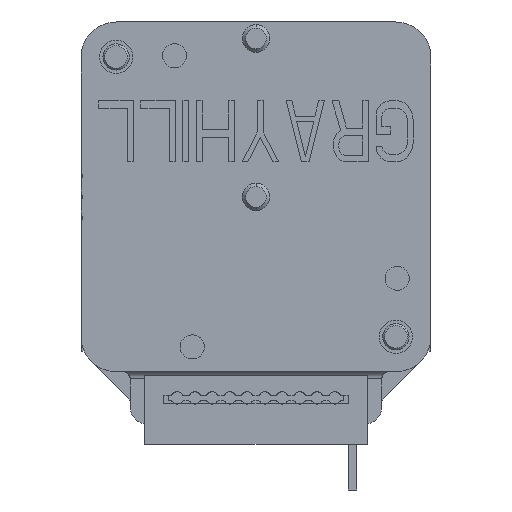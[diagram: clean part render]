
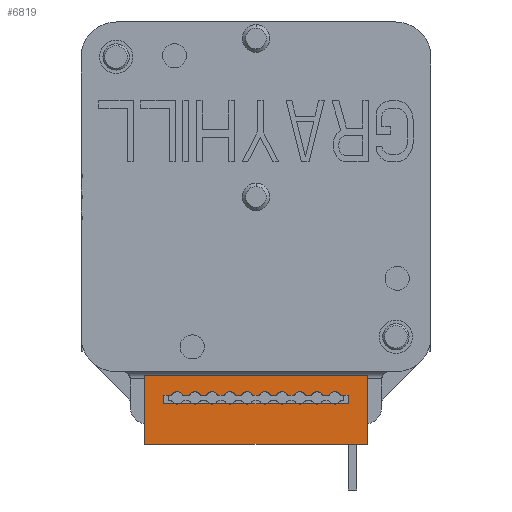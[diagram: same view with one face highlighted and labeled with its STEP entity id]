
A CAD part, front view. The second image highlights one B-rep face of the part: STEP entity #6819.
In plain terms, the highlighted planar face has unit normal (0, -1, 0).
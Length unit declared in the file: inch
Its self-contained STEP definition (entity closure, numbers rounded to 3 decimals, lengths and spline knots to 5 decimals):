
#3654=DIRECTION('',(1.,0.,0.));
#3655=VECTOR('',#3654,0.637);
#3656=CARTESIAN_POINT('',(-0.3185,-1.0842,-0.512));
#3657=LINE('',#3656,#3655);
#3658=DIRECTION('',(0.,0.,-1.));
#3659=VECTOR('',#3658,0.195);
#3660=CARTESIAN_POINT('',(0.3185,-1.0842,-0.512));
#3661=LINE('',#3660,#3659);
#3662=DIRECTION('',(0.,0.,1.));
#3663=VECTOR('',#3662,0.195);
#3664=CARTESIAN_POINT('',(-0.3185,-1.0842,-0.707));
#3665=LINE('',#3664,#3663);
#3666=CARTESIAN_POINT('',(0.225,-1.0842,-0.575));
#3667=DIRECTION('',(0.,-1.,0.));
#3668=DIRECTION('',(0.896,0.,0.444));
#3669=AXIS2_PLACEMENT_3D('',#3666,#3667,#3668);
#3671=CARTESIAN_POINT('',(0.175,-1.0842,-0.575));
#3672=DIRECTION('',(0.,-1.,0.));
#3673=DIRECTION('',(0.896,0.,0.444));
#3674=AXIS2_PLACEMENT_3D('',#3671,#3672,#3673);
#3676=CARTESIAN_POINT('',(0.125,-1.0842,-0.575));
#3677=DIRECTION('',(0.,-1.,0.));
#3678=DIRECTION('',(0.896,0.,0.444));
#3679=AXIS2_PLACEMENT_3D('',#3676,#3677,#3678);
#3681=CARTESIAN_POINT('',(0.075,-1.0842,-0.575));
#3682=DIRECTION('',(0.,-1.,0.));
#3683=DIRECTION('',(0.896,0.,0.444));
#3684=AXIS2_PLACEMENT_3D('',#3681,#3682,#3683);
#3686=CARTESIAN_POINT('',(0.025,-1.0842,-0.575));
#3687=DIRECTION('',(0.,-1.,0.));
#3688=DIRECTION('',(0.896,0.,0.444));
#3689=AXIS2_PLACEMENT_3D('',#3686,#3687,#3688);
#3691=CARTESIAN_POINT('',(-0.025,-1.0842,-0.575));
#3692=DIRECTION('',(0.,-1.,0.));
#3693=DIRECTION('',(0.896,0.,0.444));
#3694=AXIS2_PLACEMENT_3D('',#3691,#3692,#3693);
#3696=CARTESIAN_POINT('',(-0.075,-1.0842,-0.575));
#3697=DIRECTION('',(0.,-1.,0.));
#3698=DIRECTION('',(0.896,0.,0.444));
#3699=AXIS2_PLACEMENT_3D('',#3696,#3697,#3698);
#3701=CARTESIAN_POINT('',(-0.125,-1.0842,-0.575));
#3702=DIRECTION('',(0.,-1.,0.));
#3703=DIRECTION('',(0.896,0.,0.444));
#3704=AXIS2_PLACEMENT_3D('',#3701,#3702,#3703);
#3706=CARTESIAN_POINT('',(-0.175,-1.0842,-0.575));
#3707=DIRECTION('',(0.,-1.,0.));
#3708=DIRECTION('',(0.896,0.,0.444));
#3709=AXIS2_PLACEMENT_3D('',#3706,#3707,#3708);
#3711=CARTESIAN_POINT('',(-0.225,-1.0842,-0.575));
#3712=DIRECTION('',(0.,-1.,0.));
#3713=DIRECTION('',(0.896,0.,0.444));
#3714=AXIS2_PLACEMENT_3D('',#3711,#3712,#3713);
#3724=DIRECTION('',(1.,0.,0.));
#3725=VECTOR('',#3724,0.637);
#3726=CARTESIAN_POINT('',(-0.3185,-1.0842,-0.707));
#3727=LINE('',#3726,#3725);
#4568=DIRECTION('',(0.,0.,1.));
#4569=VECTOR('',#4568,0.025);
#4570=CARTESIAN_POINT('',(-0.2635,-1.0842,-0.592));
#4571=LINE('',#4570,#4569);
#4584=DIRECTION('',(1.,0.,0.));
#4585=VECTOR('',#4584,0.02238);
#4586=CARTESIAN_POINT('',(-0.2635,-1.0842,-0.567));
#4587=LINE('',#4586,#4585);
#4646=DIRECTION('',(1.,0.,0.));
#4647=VECTOR('',#4646,0.01775);
#4648=CARTESIAN_POINT('',(-0.20888,-1.0842,-0.567));
#4649=LINE('',#4648,#4647);
#4736=DIRECTION('',(1.,0.,0.));
#4737=VECTOR('',#4736,0.01775);
#4738=CARTESIAN_POINT('',(-0.15888,-1.0842,-0.567));
#4739=LINE('',#4738,#4737);
#4822=DIRECTION('',(1.,0.,0.));
#4823=VECTOR('',#4822,0.01775);
#4824=CARTESIAN_POINT('',(-0.10888,-1.0842,-0.567));
#4825=LINE('',#4824,#4823);
#4908=DIRECTION('',(1.,0.,0.));
#4909=VECTOR('',#4908,0.01775);
#4910=CARTESIAN_POINT('',(-0.05888,-1.0842,-0.567));
#4911=LINE('',#4910,#4909);
#5010=DIRECTION('',(1.,0.,0.));
#5011=VECTOR('',#5010,0.01775);
#5012=CARTESIAN_POINT('',(-0.00888,-1.0842,-0.567));
#5013=LINE('',#5012,#5011);
#5072=DIRECTION('',(1.,0.,0.));
#5073=VECTOR('',#5072,0.01775);
#5074=CARTESIAN_POINT('',(0.04112,-1.0842,-0.567));
#5075=LINE('',#5074,#5073);
#5162=DIRECTION('',(1.,0.,0.));
#5163=VECTOR('',#5162,0.01775);
#5164=CARTESIAN_POINT('',(0.09112,-1.0842,-0.567));
#5165=LINE('',#5164,#5163);
#5248=DIRECTION('',(1.,0.,0.));
#5249=VECTOR('',#5248,0.01775);
#5250=CARTESIAN_POINT('',(0.14112,-1.0842,-0.567));
#5251=LINE('',#5250,#5249);
#5334=DIRECTION('',(1.,0.,0.));
#5335=VECTOR('',#5334,0.01775);
#5336=CARTESIAN_POINT('',(0.19112,-1.0842,-0.567));
#5337=LINE('',#5336,#5335);
#5420=DIRECTION('',(1.,0.,0.));
#5421=VECTOR('',#5420,0.02238);
#5422=CARTESIAN_POINT('',(0.24112,-1.0842,-0.567));
#5423=LINE('',#5422,#5421);
#5440=DIRECTION('',(0.,0.,-1.));
#5441=VECTOR('',#5440,0.025);
#5442=CARTESIAN_POINT('',(0.2635,-1.0842,-0.567));
#5443=LINE('',#5442,#5441);
#5452=DIRECTION('',(-1.,0.,0.));
#5453=VECTOR('',#5452,0.527);
#5454=CARTESIAN_POINT('',(0.2635,-1.0842,-0.592));
#5455=LINE('',#5454,#5453);
#5526=CARTESIAN_POINT('',(0.3185,-1.0842,-0.512));
#5527=VERTEX_POINT('',#5526);
#5528=CARTESIAN_POINT('',(-0.3185,-1.0842,-0.512));
#5529=VERTEX_POINT('',#5528);
#5678=CARTESIAN_POINT('',(-0.3185,-1.0842,-0.707));
#5679=VERTEX_POINT('',#5678);
#5680=CARTESIAN_POINT('',(0.3185,-1.0842,-0.707));
#5681=VERTEX_POINT('',#5680);
#5682=CARTESIAN_POINT('',(-0.2635,-1.0842,-0.592));
#5683=CARTESIAN_POINT('',(-0.2635,-1.0842,-0.567));
#5684=VERTEX_POINT('',#5682);
#5685=VERTEX_POINT('',#5683);
#5686=CARTESIAN_POINT('',(0.2635,-1.0842,-0.592));
#5687=VERTEX_POINT('',#5686);
#5688=CARTESIAN_POINT('',(0.2635,-1.0842,-0.567));
#5689=VERTEX_POINT('',#5688);
#5690=CARTESIAN_POINT('',(0.24112,-1.0842,-0.567));
#5691=VERTEX_POINT('',#5690);
#5692=CARTESIAN_POINT('',(0.20888,-1.0842,-0.567));
#5693=VERTEX_POINT('',#5692);
#5694=CARTESIAN_POINT('',(0.19112,-1.0842,-0.567));
#5695=VERTEX_POINT('',#5694);
#5696=CARTESIAN_POINT('',(0.15888,-1.0842,-0.567));
#5697=VERTEX_POINT('',#5696);
#5698=CARTESIAN_POINT('',(0.14112,-1.0842,-0.567));
#5699=VERTEX_POINT('',#5698);
#5700=CARTESIAN_POINT('',(0.10888,-1.0842,-0.567));
#5701=VERTEX_POINT('',#5700);
#5702=CARTESIAN_POINT('',(0.09112,-1.0842,-0.567));
#5703=VERTEX_POINT('',#5702);
#5704=CARTESIAN_POINT('',(0.05888,-1.0842,-0.567));
#5705=VERTEX_POINT('',#5704);
#5706=CARTESIAN_POINT('',(0.04112,-1.0842,-0.567));
#5707=VERTEX_POINT('',#5706);
#5708=CARTESIAN_POINT('',(0.00888,-1.0842,-0.567));
#5709=VERTEX_POINT('',#5708);
#5710=CARTESIAN_POINT('',(-0.00888,-1.0842,-0.567));
#5711=VERTEX_POINT('',#5710);
#5712=CARTESIAN_POINT('',(-0.04112,-1.0842,-0.567));
#5713=VERTEX_POINT('',#5712);
#5714=CARTESIAN_POINT('',(-0.05888,-1.0842,-0.567));
#5715=VERTEX_POINT('',#5714);
#5716=CARTESIAN_POINT('',(-0.09112,-1.0842,-0.567));
#5717=VERTEX_POINT('',#5716);
#5718=CARTESIAN_POINT('',(-0.10888,-1.0842,-0.567));
#5719=VERTEX_POINT('',#5718);
#5720=CARTESIAN_POINT('',(-0.14112,-1.0842,-0.567));
#5721=VERTEX_POINT('',#5720);
#5722=CARTESIAN_POINT('',(-0.15888,-1.0842,-0.567));
#5723=VERTEX_POINT('',#5722);
#5724=CARTESIAN_POINT('',(-0.19112,-1.0842,-0.567));
#5725=VERTEX_POINT('',#5724);
#5726=CARTESIAN_POINT('',(-0.20888,-1.0842,-0.567));
#5727=VERTEX_POINT('',#5726);
#5728=CARTESIAN_POINT('',(-0.24112,-1.0842,-0.567));
#5729=VERTEX_POINT('',#5728);
#6757=CARTESIAN_POINT('',(0.,-1.0842,-0.6095));
#6758=DIRECTION('',(0.,1.,0.));
#6759=DIRECTION('',(-1.,0.,0.));
#6760=AXIS2_PLACEMENT_3D('',#6757,#6758,#6759);
#6761=PLANE('',#6760);
#6762=ORIENTED_EDGE('',*,*,#6235,.T.);
#6763=ORIENTED_EDGE('',*,*,#6471,.T.);
#6765=ORIENTED_EDGE('',*,*,#6764,.F.);
#6766=ORIENTED_EDGE('',*,*,#6605,.T.);
#6767=EDGE_LOOP('',(#6762,#6763,#6765,#6766));
#6768=FACE_OUTER_BOUND('',#6767,.F.);
#6770=ORIENTED_EDGE('',*,*,#6769,.F.);
#6772=ORIENTED_EDGE('',*,*,#6771,.F.);
#6774=ORIENTED_EDGE('',*,*,#6773,.F.);
#6776=ORIENTED_EDGE('',*,*,#6775,.F.);
#6778=ORIENTED_EDGE('',*,*,#6777,.T.);
#6780=ORIENTED_EDGE('',*,*,#6779,.F.);
#6782=ORIENTED_EDGE('',*,*,#6781,.T.);
#6784=ORIENTED_EDGE('',*,*,#6783,.F.);
#6786=ORIENTED_EDGE('',*,*,#6785,.T.);
#6788=ORIENTED_EDGE('',*,*,#6787,.F.);
#6790=ORIENTED_EDGE('',*,*,#6789,.T.);
#6792=ORIENTED_EDGE('',*,*,#6791,.F.);
#6794=ORIENTED_EDGE('',*,*,#6793,.T.);
#6796=ORIENTED_EDGE('',*,*,#6795,.F.);
#6798=ORIENTED_EDGE('',*,*,#6797,.T.);
#6800=ORIENTED_EDGE('',*,*,#6799,.F.);
#6802=ORIENTED_EDGE('',*,*,#6801,.T.);
#6804=ORIENTED_EDGE('',*,*,#6803,.F.);
#6806=ORIENTED_EDGE('',*,*,#6805,.T.);
#6808=ORIENTED_EDGE('',*,*,#6807,.F.);
#6810=ORIENTED_EDGE('',*,*,#6809,.T.);
#6812=ORIENTED_EDGE('',*,*,#6811,.F.);
#6814=ORIENTED_EDGE('',*,*,#6813,.T.);
#6816=ORIENTED_EDGE('',*,*,#6815,.F.);
#6817=EDGE_LOOP('',(#6770,#6772,#6774,#6776,#6778,#6780,#6782,#6784,#6786,#6788,
#6790,#6792,#6794,#6796,#6798,#6800,#6802,#6804,#6806,#6808,#6810,#6812,#6814,
#6816));
#6818=FACE_BOUND('',#6817,.F.);
#6819=ADVANCED_FACE('',(#6768,#6818),#6761,.F.);
#3670=CIRCLE('',#3669,0.018);
#3675=CIRCLE('',#3674,0.018);
#3680=CIRCLE('',#3679,0.018);
#3685=CIRCLE('',#3684,0.018);
#3690=CIRCLE('',#3689,0.018);
#3695=CIRCLE('',#3694,0.018);
#3700=CIRCLE('',#3699,0.018);
#3705=CIRCLE('',#3704,0.018);
#3710=CIRCLE('',#3709,0.018);
#3715=CIRCLE('',#3714,0.018);
#6235=EDGE_CURVE('',#5529,#5527,#3657,.T.);
#6471=EDGE_CURVE('',#5527,#5681,#3661,.T.);
#6605=EDGE_CURVE('',#5679,#5529,#3665,.T.);
#6764=EDGE_CURVE('',#5679,#5681,#3727,.T.);
#6769=EDGE_CURVE('',#5684,#5685,#4571,.T.);
#6771=EDGE_CURVE('',#5687,#5684,#5455,.T.);
#6773=EDGE_CURVE('',#5689,#5687,#5443,.T.);
#6775=EDGE_CURVE('',#5691,#5689,#5423,.T.);
#6777=EDGE_CURVE('',#5691,#5693,#3670,.T.);
#6779=EDGE_CURVE('',#5695,#5693,#5337,.T.);
#6781=EDGE_CURVE('',#5695,#5697,#3675,.T.);
#6783=EDGE_CURVE('',#5699,#5697,#5251,.T.);
#6785=EDGE_CURVE('',#5699,#5701,#3680,.T.);
#6787=EDGE_CURVE('',#5703,#5701,#5165,.T.);
#6789=EDGE_CURVE('',#5703,#5705,#3685,.T.);
#6791=EDGE_CURVE('',#5707,#5705,#5075,.T.);
#6793=EDGE_CURVE('',#5707,#5709,#3690,.T.);
#6795=EDGE_CURVE('',#5711,#5709,#5013,.T.);
#6797=EDGE_CURVE('',#5711,#5713,#3695,.T.);
#6799=EDGE_CURVE('',#5715,#5713,#4911,.T.);
#6801=EDGE_CURVE('',#5715,#5717,#3700,.T.);
#6803=EDGE_CURVE('',#5719,#5717,#4825,.T.);
#6805=EDGE_CURVE('',#5719,#5721,#3705,.T.);
#6807=EDGE_CURVE('',#5723,#5721,#4739,.T.);
#6809=EDGE_CURVE('',#5723,#5725,#3710,.T.);
#6811=EDGE_CURVE('',#5727,#5725,#4649,.T.);
#6813=EDGE_CURVE('',#5727,#5729,#3715,.T.);
#6815=EDGE_CURVE('',#5685,#5729,#4587,.T.);
